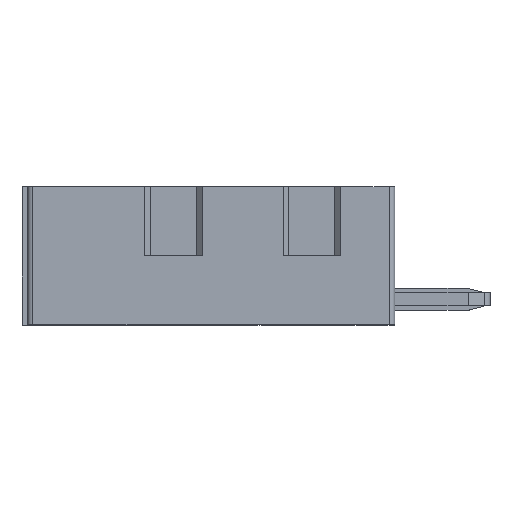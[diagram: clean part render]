
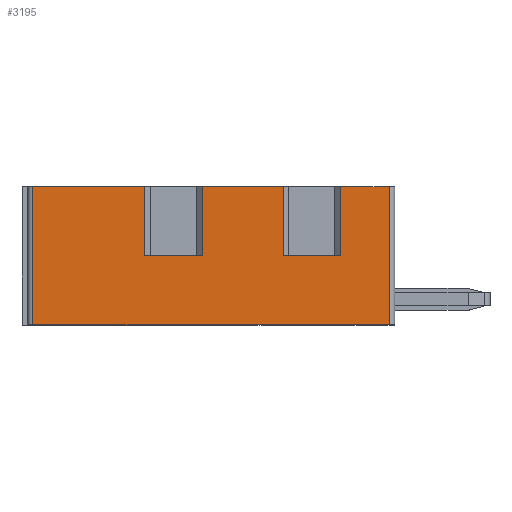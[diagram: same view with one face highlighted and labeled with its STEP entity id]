
A CAD part, top view. The second image highlights one B-rep face of the part: STEP entity #3195.
In plain terms, the highlighted planar face has unit normal (0, 0, 1).
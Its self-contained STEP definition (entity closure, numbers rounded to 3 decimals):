
#29=DIRECTION('',(1.,0.,0.));
#30=VECTOR('',#29,2.1);
#31=CARTESIAN_POINT('',(-4.1,2.54,0.));
#32=LINE('',#31,#30);
#33=DIRECTION('',(0.,1.,0.));
#34=VECTOR('',#33,2.54);
#35=CARTESIAN_POINT('',(-2.,2.54,0.));
#36=LINE('',#35,#34);
#37=DIRECTION('',(0.,1.,0.));
#38=VECTOR('',#37,5.08);
#39=CARTESIAN_POINT('',(-13.3,0.,0.));
#40=LINE('',#39,#38);
#41=DIRECTION('',(0.,1.,0.));
#42=VECTOR('',#41,2.54);
#43=CARTESIAN_POINT('',(-9.18,2.54,0.));
#44=LINE('',#43,#42);
#45=DIRECTION('',(1.,0.,0.));
#46=VECTOR('',#45,2.1);
#47=CARTESIAN_POINT('',(-9.18,2.54,0.));
#48=LINE('',#47,#46);
#49=DIRECTION('',(0.,1.,0.));
#50=VECTOR('',#49,2.54);
#51=CARTESIAN_POINT('',(-7.08,2.54,0.));
#52=LINE('',#51,#50);
#53=DIRECTION('',(0.,1.,0.));
#54=VECTOR('',#53,2.54);
#55=CARTESIAN_POINT('',(-4.1,2.54,0.));
#56=LINE('',#55,#54);
#124=DIRECTION('',(1.,0.,0.));
#125=VECTOR('',#124,2.98);
#126=CARTESIAN_POINT('',(-7.08,5.08,0.));
#127=LINE('',#126,#125);
#140=DIRECTION('',(1.,0.,0.));
#141=VECTOR('',#140,4.12);
#142=CARTESIAN_POINT('',(-13.3,5.08,0.));
#143=LINE('',#142,#141);
#229=DIRECTION('',(1.,0.,0.));
#230=VECTOR('',#229,1.8);
#231=CARTESIAN_POINT('',(-2.,5.08,0.));
#232=LINE('',#231,#230);
#794=DIRECTION('',(0.,1.,0.));
#795=VECTOR('',#794,5.08);
#796=CARTESIAN_POINT('',(-0.2,0.,0.));
#797=LINE('',#796,#795);
#1257=DIRECTION('',(1.,0.,0.));
#1258=VECTOR('',#1257,13.1);
#1259=CARTESIAN_POINT('',(-13.3,0.,0.));
#1260=LINE('',#1259,#1258);
#2484=CARTESIAN_POINT('',(-13.3,0.,0.));
#2485=VERTEX_POINT('',#2484);
#2486=CARTESIAN_POINT('',(-0.2,0.,0.));
#2487=VERTEX_POINT('',#2486);
#2972=CARTESIAN_POINT('',(-13.3,5.08,0.));
#2973=VERTEX_POINT('',#2972);
#2974=CARTESIAN_POINT('',(-0.2,5.08,0.));
#2976=VERTEX_POINT('',#2974);
#3055=CARTESIAN_POINT('',(-4.1,5.08,0.));
#3057=VERTEX_POINT('',#3055);
#3058=CARTESIAN_POINT('',(-2.,5.08,0.));
#3060=VERTEX_POINT('',#3058);
#3066=CARTESIAN_POINT('',(-9.18,5.08,0.));
#3067=VERTEX_POINT('',#3066);
#3068=CARTESIAN_POINT('',(-7.08,5.08,0.));
#3069=VERTEX_POINT('',#3068);
#3087=CARTESIAN_POINT('',(-4.1,2.54,0.));
#3089=VERTEX_POINT('',#3087);
#3090=CARTESIAN_POINT('',(-2.,2.54,0.));
#3092=VERTEX_POINT('',#3090);
#3098=CARTESIAN_POINT('',(-9.18,2.54,0.));
#3099=VERTEX_POINT('',#3098);
#3100=CARTESIAN_POINT('',(-7.08,2.54,0.));
#3101=VERTEX_POINT('',#3100);
#3167=CARTESIAN_POINT('',(-13.3,0.,0.));
#3168=DIRECTION('',(0.,0.,1.));
#3169=DIRECTION('',(1.,0.,0.));
#3170=AXIS2_PLACEMENT_3D('',#3167,#3168,#3169);
#3171=PLANE('',#3170);
#3172=ORIENTED_EDGE('',*,*,#3131,.T.);
#3174=ORIENTED_EDGE('',*,*,#3173,.T.);
#3176=ORIENTED_EDGE('',*,*,#3175,.T.);
#3178=ORIENTED_EDGE('',*,*,#3177,.F.);
#3180=ORIENTED_EDGE('',*,*,#3179,.F.);
#3182=ORIENTED_EDGE('',*,*,#3181,.T.);
#3184=ORIENTED_EDGE('',*,*,#3183,.T.);
#3186=ORIENTED_EDGE('',*,*,#3185,.F.);
#3187=ORIENTED_EDGE('',*,*,#3145,.T.);
#3189=ORIENTED_EDGE('',*,*,#3188,.T.);
#3191=ORIENTED_EDGE('',*,*,#3190,.T.);
#3192=ORIENTED_EDGE('',*,*,#3158,.F.);
#3193=EDGE_LOOP('',(#3172,#3174,#3176,#3178,#3180,#3182,#3184,#3186,#3187,#3189,
#3191,#3192));
#3194=FACE_OUTER_BOUND('',#3193,.F.);
#3131=EDGE_CURVE('',#3089,#3092,#32,.T.);
#3145=EDGE_CURVE('',#3099,#3101,#48,.T.);
#3158=EDGE_CURVE('',#3089,#3057,#56,.T.);
#3173=EDGE_CURVE('',#3092,#3060,#36,.T.);
#3175=EDGE_CURVE('',#3060,#2976,#232,.T.);
#3177=EDGE_CURVE('',#2487,#2976,#797,.T.);
#3179=EDGE_CURVE('',#2485,#2487,#1260,.T.);
#3181=EDGE_CURVE('',#2485,#2973,#40,.T.);
#3183=EDGE_CURVE('',#2973,#3067,#143,.T.);
#3185=EDGE_CURVE('',#3099,#3067,#44,.T.);
#3188=EDGE_CURVE('',#3101,#3069,#52,.T.);
#3190=EDGE_CURVE('',#3069,#3057,#127,.T.);
#3195=ADVANCED_FACE('',(#3194),#3171,.T.);
